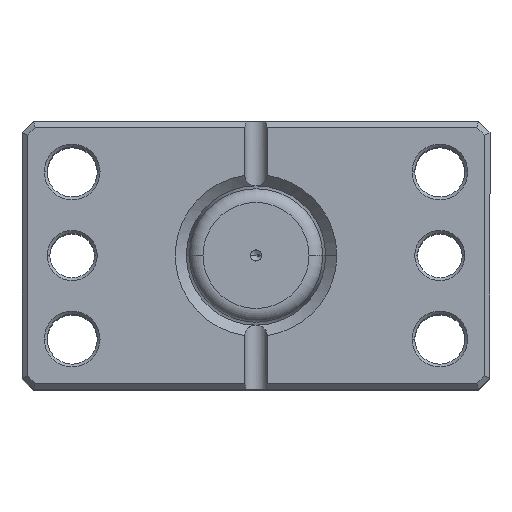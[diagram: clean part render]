
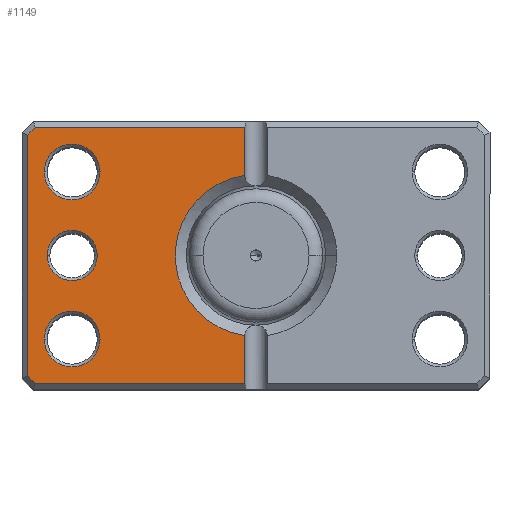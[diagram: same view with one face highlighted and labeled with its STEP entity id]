
A CAD part, top view. The second image highlights one B-rep face of the part: STEP entity #1149.
In plain terms, the highlighted face is planar.
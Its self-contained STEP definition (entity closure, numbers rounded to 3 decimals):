
#41 = LINE ( 'NONE', #4319, #2699 ) ;
#177 = EDGE_CURVE ( 'NONE', #2600, #4678, #669, .T. ) ;
#180 = VERTEX_POINT ( 'NONE', #462 ) ;
#213 = PLANE ( 'NONE',  #5009 ) ;
#269 = CARTESIAN_POINT ( 'NONE',  ( 28., -15., 0. ) ) ;
#289 = CARTESIAN_POINT ( 'NONE',  ( 33., -15., 0. ) ) ;
#298 = VECTOR ( 'NONE', #989, 1000. ) ;
#462 = CARTESIAN_POINT ( 'NONE',  ( 2., -23., 0. ) ) ;
#527 = ORIENTED_EDGE ( 'NONE', *, *, #5173, .T. ) ;
#548 = EDGE_CURVE ( 'NONE', #2840, #2600, #4422, .T. ) ;
#645 = VECTOR ( 'NONE', #4707, 1000. ) ;
#652 = DIRECTION ( 'NONE',  ( 0., 0., 1. ) ) ;
#669 = LINE ( 'NONE', #5765, #2101 ) ;
#676 = ORIENTED_EDGE ( 'NONE', *, *, #548, .T. ) ;
#700 = EDGE_CURVE ( 'NONE', #6140, #2662, #4664, .T. ) ;
#731 = VECTOR ( 'NONE', #5791, 1000. ) ;
#832 = DIRECTION ( 'NONE',  ( 1., 0., 0. ) ) ;
#873 = FACE_BOUND ( 'NONE', #1536, .T. ) ;
#877 = AXIS2_PLACEMENT_3D ( 'NONE', #4852, #1712, #5392 ) ;
#894 = DIRECTION ( 'NONE',  ( 0.707, -0.707, 0. ) ) ;
#901 = CARTESIAN_POINT ( 'NONE',  ( 2., 24., 0. ) ) ;
#904 = DIRECTION ( 'NONE',  ( 1., 0., 0. ) ) ;
#953 = EDGE_CURVE ( 'NONE', #2358, #4923, #5514, .T. ) ;
#974 = DIRECTION ( 'NONE',  ( 0., 0., 1. ) ) ;
#989 = DIRECTION ( 'NONE',  ( 0., 1., 0. ) ) ;
#998 = CARTESIAN_POINT ( 'NONE',  ( 39.586, -23., 0. ) ) ;
#1034 = CARTESIAN_POINT ( 'NONE',  ( 0., -23., 0. ) ) ;
#1112 = CARTESIAN_POINT ( 'NONE',  ( 33., 15., 0. ) ) ;
#1149 = ADVANCED_FACE ( 'NONE', ( #6486, #873, #3660, #5249 ), #213, .F. ) ;
#1175 = ORIENTED_EDGE ( 'NONE', *, *, #5586, .T. ) ;
#1196 = DIRECTION ( 'NONE',  ( 0., 0., 1. ) ) ;
#1435 = DIRECTION ( 'NONE',  ( 0., 1., 0. ) ) ;
#1536 = EDGE_LOOP ( 'NONE', ( #3921, #3151 ) ) ;
#1608 = VERTEX_POINT ( 'NONE', #4479 ) ;
#1621 = DIRECTION ( 'NONE',  ( 0., 0., 1. ) ) ;
#1712 = DIRECTION ( 'NONE',  ( 0., 0., 1. ) ) ;
#1746 = AXIS2_PLACEMENT_3D ( 'NONE', #1112, #6835, #2625 ) ;
#1778 = EDGE_LOOP ( 'NONE', ( #5333, #6251 ) ) ;
#1795 = EDGE_CURVE ( 'NONE', #6329, #180, #5029, .T. ) ;
#1834 = DIRECTION ( 'NONE',  ( 1., 0., 0. ) ) ;
#1842 = EDGE_CURVE ( 'NONE', #5786, #2573, #1909, .T. ) ;
#1867 = CARTESIAN_POINT ( 'NONE',  ( 0., 23., 0. ) ) ;
#1889 = CARTESIAN_POINT ( 'NONE',  ( 28., 15., 0. ) ) ;
#1890 = DIRECTION ( 'NONE',  ( 1., 0., 0. ) ) ;
#1909 = CIRCLE ( 'NONE', #6307, 4.5 ) ;
#2005 = CARTESIAN_POINT ( 'NONE',  ( 2., -14.361, 0. ) ) ;
#2101 = VECTOR ( 'NONE', #894, 1000. ) ;
#2141 = VECTOR ( 'NONE', #1435, 1000. ) ;
#2158 = LINE ( 'NONE', #5258, #731 ) ;
#2358 = VERTEX_POINT ( 'NONE', #2005 ) ;
#2472 = CARTESIAN_POINT ( 'NONE',  ( 33., -15., 0. ) ) ;
#2488 = ORIENTED_EDGE ( 'NONE', *, *, #953, .T. ) ;
#2573 = VERTEX_POINT ( 'NONE', #4902 ) ;
#2600 = VERTEX_POINT ( 'NONE', #2807 ) ;
#2625 = DIRECTION ( 'NONE',  ( 1., 0., 0. ) ) ;
#2662 = VERTEX_POINT ( 'NONE', #2852 ) ;
#2673 = AXIS2_PLACEMENT_3D ( 'NONE', #5459, #652, #1834 ) ;
#2699 = VECTOR ( 'NONE', #4847, 1000. ) ;
#2724 = AXIS2_PLACEMENT_3D ( 'NONE', #4100, #974, #4638 ) ;
#2807 = CARTESIAN_POINT ( 'NONE',  ( 39.586, 23., 0. ) ) ;
#2821 = EDGE_CURVE ( 'NONE', #1608, #6086, #4433, .T. ) ;
#2840 = VERTEX_POINT ( 'NONE', #4044 ) ;
#2852 = CARTESIAN_POINT ( 'NONE',  ( 38., 15., 0. ) ) ;
#2982 = DIRECTION ( 'NONE',  ( 1., 0., 0. ) ) ;
#3000 = CARTESIAN_POINT ( 'NONE',  ( 41., 21.586, 0. ) ) ;
#3151 = ORIENTED_EDGE ( 'NONE', *, *, #2821, .T. ) ;
#3228 = EDGE_CURVE ( 'NONE', #4678, #6711, #2158, .T. ) ;
#3244 = EDGE_LOOP ( 'NONE', ( #6527, #2488, #3634, #676, #5052, #3340, #1175, #6141 ) ) ;
#3340 = ORIENTED_EDGE ( 'NONE', *, *, #3228, .T. ) ;
#3504 = LINE ( 'NONE', #901, #2141 ) ;
#3634 = ORIENTED_EDGE ( 'NONE', *, *, #4336, .T. ) ;
#3660 = FACE_BOUND ( 'NONE', #6632, .T. ) ;
#3843 = CARTESIAN_POINT ( 'NONE',  ( 2., 14.361, 0. ) ) ;
#3921 = ORIENTED_EDGE ( 'NONE', *, *, #6122, .T. ) ;
#3970 = DIRECTION ( 'NONE',  ( 0., 0., 1. ) ) ;
#4044 = CARTESIAN_POINT ( 'NONE',  ( 2., 23., 0. ) ) ;
#4100 = CARTESIAN_POINT ( 'NONE',  ( 33., 0., 0. ) ) ;
#4115 = CARTESIAN_POINT ( 'NONE',  ( 2., 24., 0. ) ) ;
#4220 = CARTESIAN_POINT ( 'NONE',  ( 28.5, 0., 0. ) ) ;
#4248 = VECTOR ( 'NONE', #1890, 1000. ) ;
#4319 = CARTESIAN_POINT ( 'NONE',  ( 31.293, -31.293, 0. ) ) ;
#4331 = LINE ( 'NONE', #4115, #298 ) ;
#4336 = EDGE_CURVE ( 'NONE', #4923, #2840, #4331, .T. ) ;
#4397 = ORIENTED_EDGE ( 'NONE', *, *, #700, .T. ) ;
#4422 = LINE ( 'NONE', #1867, #4248 ) ;
#4433 = CIRCLE ( 'NONE', #5061, 5. ) ;
#4479 = CARTESIAN_POINT ( 'NONE',  ( 38., -15., 0. ) ) ;
#4638 = DIRECTION ( 'NONE',  ( 1., 0., 0. ) ) ;
#4639 = CIRCLE ( 'NONE', #2724, 4.5 ) ;
#4664 = CIRCLE ( 'NONE', #1746, 5. ) ;
#4678 = VERTEX_POINT ( 'NONE', #3000 ) ;
#4707 = DIRECTION ( 'NONE',  ( -1., 0., 0. ) ) ;
#4752 = CARTESIAN_POINT ( 'NONE',  ( 33., 0., 0. ) ) ;
#4847 = DIRECTION ( 'NONE',  ( -0.707, -0.707, 0. ) ) ;
#4852 = CARTESIAN_POINT ( 'NONE',  ( 33., 15., 0. ) ) ;
#4902 = CARTESIAN_POINT ( 'NONE',  ( 37.5, 0., 0. ) ) ;
#4923 = VERTEX_POINT ( 'NONE', #3843 ) ;
#5009 = AXIS2_PLACEMENT_3D ( 'NONE', #5971, #1196, #904 ) ;
#5029 = LINE ( 'NONE', #1034, #645 ) ;
#5052 = ORIENTED_EDGE ( 'NONE', *, *, #177, .T. ) ;
#5061 = AXIS2_PLACEMENT_3D ( 'NONE', #2472, #6151, #2982 ) ;
#5173 = EDGE_CURVE ( 'NONE', #2662, #6140, #6246, .T. ) ;
#5249 = FACE_OUTER_BOUND ( 'NONE', #3244, .T. ) ;
#5258 = CARTESIAN_POINT ( 'NONE',  ( 41., 0., 0. ) ) ;
#5300 = DIRECTION ( 'NONE',  ( 1., 0., 0. ) ) ;
#5330 = CIRCLE ( 'NONE', #6384, 5. ) ;
#5333 = ORIENTED_EDGE ( 'NONE', *, *, #1842, .T. ) ;
#5392 = DIRECTION ( 'NONE',  ( 1., 0., 0. ) ) ;
#5459 = CARTESIAN_POINT ( 'NONE',  ( 0., 0., 0. ) ) ;
#5462 = EDGE_CURVE ( 'NONE', #180, #2358, #3504, .T. ) ;
#5514 = CIRCLE ( 'NONE', #2673, 14.5 ) ;
#5586 = EDGE_CURVE ( 'NONE', #6711, #6329, #41, .T. ) ;
#5765 = CARTESIAN_POINT ( 'NONE',  ( 31.293, 31.293, 0. ) ) ;
#5786 = VERTEX_POINT ( 'NONE', #4220 ) ;
#5791 = DIRECTION ( 'NONE',  ( 0., -1., 0. ) ) ;
#5971 = CARTESIAN_POINT ( 'NONE',  ( 0., 0., 0. ) ) ;
#6086 = VERTEX_POINT ( 'NONE', #269 ) ;
#6122 = EDGE_CURVE ( 'NONE', #6086, #1608, #5330, .T. ) ;
#6140 = VERTEX_POINT ( 'NONE', #1889 ) ;
#6141 = ORIENTED_EDGE ( 'NONE', *, *, #1795, .T. ) ;
#6151 = DIRECTION ( 'NONE',  ( 0., 0., 1. ) ) ;
#6246 = CIRCLE ( 'NONE', #877, 5. ) ;
#6251 = ORIENTED_EDGE ( 'NONE', *, *, #6276, .T. ) ;
#6276 = EDGE_CURVE ( 'NONE', #2573, #5786, #4639, .T. ) ;
#6307 = AXIS2_PLACEMENT_3D ( 'NONE', #4752, #1621, #5300 ) ;
#6329 = VERTEX_POINT ( 'NONE', #998 ) ;
#6338 = CARTESIAN_POINT ( 'NONE',  ( 41., -21.586, 0. ) ) ;
#6384 = AXIS2_PLACEMENT_3D ( 'NONE', #289, #3970, #832 ) ;
#6486 = FACE_BOUND ( 'NONE', #1778, .T. ) ;
#6527 = ORIENTED_EDGE ( 'NONE', *, *, #5462, .T. ) ;
#6632 = EDGE_LOOP ( 'NONE', ( #4397, #527 ) ) ;
#6711 = VERTEX_POINT ( 'NONE', #6338 ) ;
#6835 = DIRECTION ( 'NONE',  ( 0., 0., 1. ) ) ;
